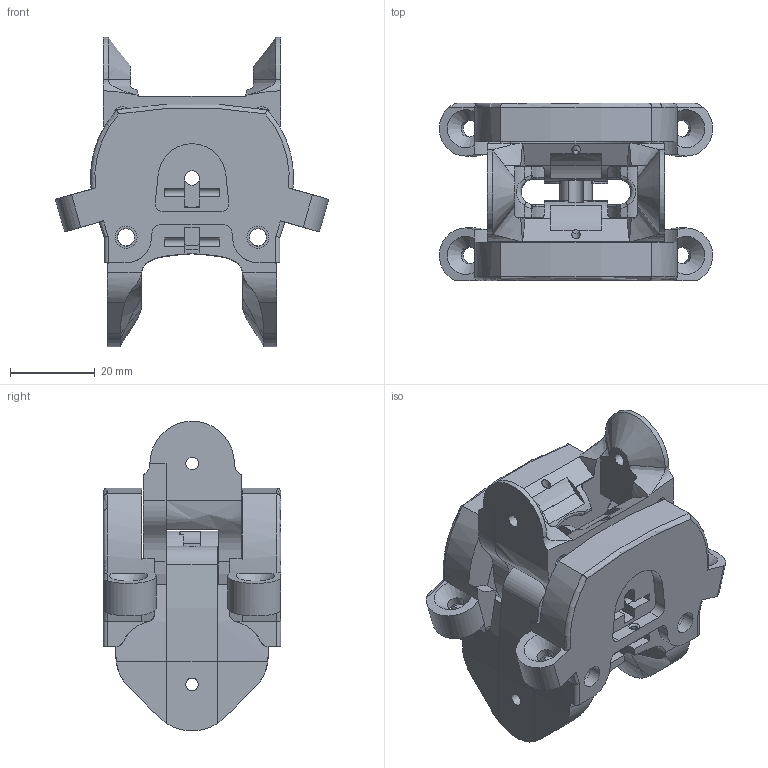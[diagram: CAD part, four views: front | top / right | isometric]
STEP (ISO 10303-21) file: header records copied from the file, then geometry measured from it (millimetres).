
FILE_DESCRIPTION(/* description */ (''),/* implementation_level */ '2;1');
FILE_NAME(/* name */ 'Wrist-Assembly v13.step',/* time_stamp */ '2024-09-02T12:01:41-07:00',/* author */ (''),/* organization */ (''),/* preprocessor_version */ 'ST-DEVELOPER v20',/* originating_system */ 'Autodesk Translation Framework v13.14.0.145',/* authorisation */ '');
FILE_SCHEMA (('AUTOMOTIVE_DESIGN { 1 0 10303 214 3 1 1 }'));
Length unit declared in the file: millimetre
Products named in the file (8): Wrist-Assembly; Wrist_Proximal_Tunnel; Wrist_Proximal_Upper; Distal_Wrist_top; Distal_Wrist_Bot; Distal-Wrist-Clip-Bot; Distal-Wrist-Clip-Top; Wrist_Proximal_Lower
Assembly tree (7 placements, depth 2):
  Wrist-Assembly
    Wrist_Proximal_Tunnel
    Wrist_Proximal_Upper
    Distal_Wrist_top
    Distal_Wrist_Bot
    Distal-Wrist-Clip-Bot
    Distal-Wrist-Clip-Top
    Wrist_Proximal_Lower
Bounding box: 64.68 x 41.98 x 73.23 mm (x, y, z)
Volume: 56604.7 mm3; surface area: 36321 mm2
Topology: 7 solids, 7 shells, 564 faces, 1593 edges, 1029 vertices
Faces by surface type: plane 206, cylinder 183, bspline 127, cone 23, torus 17, sphere 8
Full cylindrical faces by diameter (mm): 1.5 x2, 2 x2, 3 x8, 4 x8, 4.2 x6, 5.2 x4, 6 x2, 15 x2, 17 x2, 18 x2, 21.2 x2, 23 x2
Entity records: 23216 total; most frequent: CARTESIAN_POINT 8993, ORIENTED_EDGE 3186, DIRECTION 2598, EDGE_CURVE 1593, VERTEX_POINT 1029, AXIS2_PLACEMENT_3D 945, LINE 708, VECTOR 708
